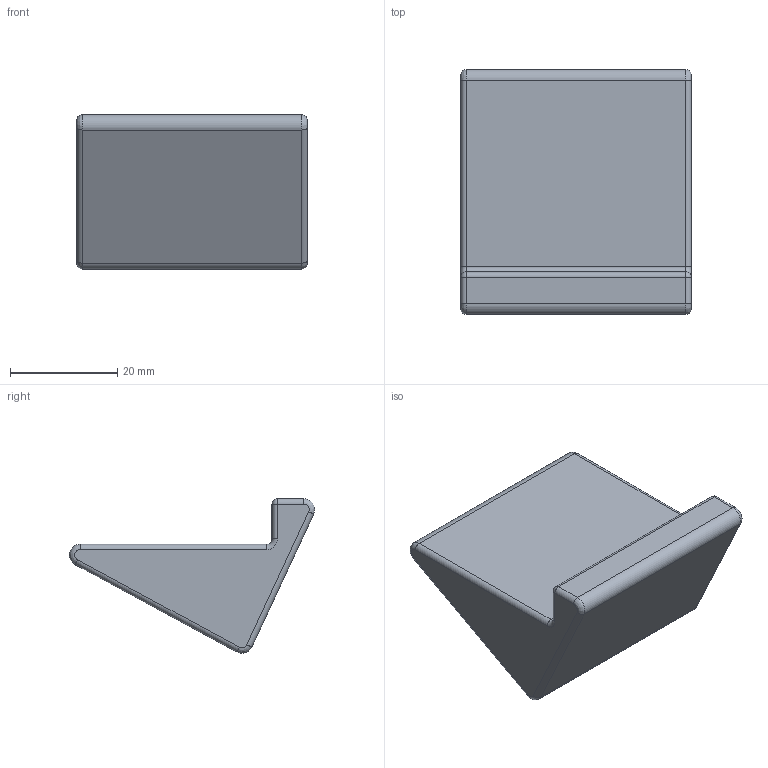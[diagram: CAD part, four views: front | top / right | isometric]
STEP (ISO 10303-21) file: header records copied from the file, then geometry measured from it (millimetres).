
FILE_DESCRIPTION(/* description */ (''),/* implementation_level */ '2;1');
FILE_NAME(/* name */ 'PCB business card enclosure stand.step',/* time_stamp */ '2024-11-02T11:46:37-05:00',/* author */ (''),/* organization */ (''),/* preprocessor_version */ 'ST-DEVELOPER v20',/* originating_system */ 'Autodesk Translation Framework v13.20.0.188',/* authorisation */ '');
FILE_SCHEMA (('AUTOMOTIVE_DESIGN { 1 0 10303 214 3 1 1 }'));
Length unit declared in the file: millimetre
Products named in the file (1): PCB business card enclosure
Bounding box: 43 x 45.75 x 28.81 mm (x, y, z)
Volume: 24092.3 mm3; surface area: 6333 mm2
Topology: 1 solids, 1 shells, 32 faces, 68 edges, 38 vertices
Faces by surface type: cylinder 15, plane 7, bspline 6, torus 2, sphere 2
Entity records: 936 total; most frequent: CARTESIAN_POINT 223, DIRECTION 160, ORIENTED_EDGE 136, EDGE_CURVE 68, AXIS2_PLACEMENT_3D 65, CIRCLE 38, VERTEX_POINT 38, FACE_OUTER_BOUND 32
